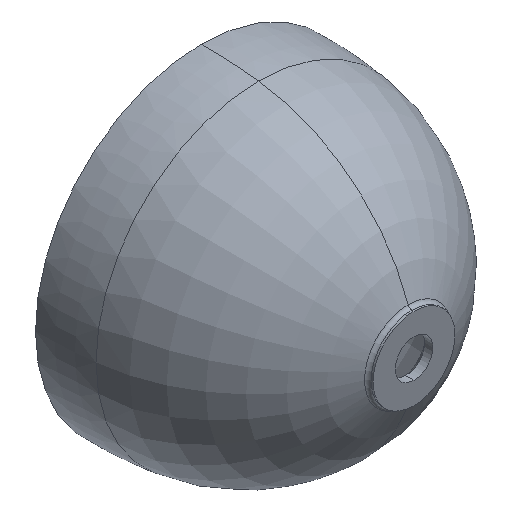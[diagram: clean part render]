
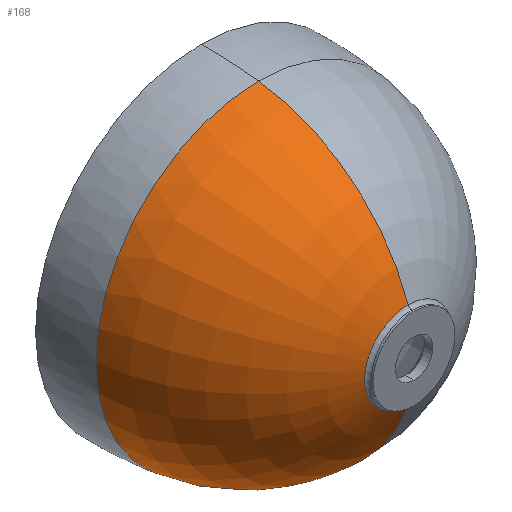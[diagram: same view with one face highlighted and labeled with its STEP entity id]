
A CAD part, isometric view. The second image highlights one B-rep face of the part: STEP entity #168.
In plain terms, the highlighted toroidal (fillet/blend) face has major radius 20.044 mm and minor radius 220 mm.
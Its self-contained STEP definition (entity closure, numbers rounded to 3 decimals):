
#5 = CIRCLE ( 'NONE', #167, 220. ) ;
#17 = ORIENTED_EDGE ( 'NONE', *, *, #184, .F. ) ;
#26 = AXIS2_PLACEMENT_3D ( 'NONE', #97, #298, #266 ) ;
#55 = EDGE_LOOP ( 'NONE', ( #377, #113, #185, #17 ) ) ;
#56 = EDGE_CURVE ( 'NONE', #204, #189, #5, .T. ) ;
#93 = AXIS2_PLACEMENT_3D ( 'NONE', #424, #463, #271 ) ;
#97 = CARTESIAN_POINT ( 'NONE',  ( 0., 214.552, 0. ) ) ;
#103 = TOROIDAL_SURFACE ( 'NONE', #26, -20.044, 220. ) ;
#113 = ORIENTED_EDGE ( 'NONE', *, *, #369, .T. ) ;
#133 = AXIS2_PLACEMENT_3D ( 'NONE', #233, #432, #279 ) ;
#144 = VERTEX_POINT ( 'NONE', #367 ) ;
#167 = AXIS2_PLACEMENT_3D ( 'NONE', #392, #506, #498 ) ;
#168 = ADVANCED_FACE ( 'NONE', ( #175 ), #103, .T. ) ;
#170 = CIRCLE ( 'NONE', #263, 220. ) ;
#175 = FACE_OUTER_BOUND ( 'NONE', #55, .T. ) ;
#184 = EDGE_CURVE ( 'NONE', #189, #144, #382, .T. ) ;
#185 = ORIENTED_EDGE ( 'NONE', *, *, #243, .T. ) ;
#189 = VERTEX_POINT ( 'NONE', #393 ) ;
#195 = VERTEX_POINT ( 'NONE', #410 ) ;
#204 = VERTEX_POINT ( 'NONE', #366 ) ;
#233 = CARTESIAN_POINT ( 'NONE',  ( 0., 7.149, 0. ) ) ;
#243 = EDGE_CURVE ( 'NONE', #195, #144, #170, .T. ) ;
#263 = AXIS2_PLACEMENT_3D ( 'NONE', #351, #317, #307 ) ;
#266 = DIRECTION ( 'NONE',  ( 0., 0., -1. ) ) ;
#271 = DIRECTION ( 'NONE',  ( 0., 0., -1. ) ) ;
#279 = DIRECTION ( 'NONE',  ( 0., 0., -1. ) ) ;
#298 = DIRECTION ( 'NONE',  ( 0., -1., 0. ) ) ;
#307 = DIRECTION ( 'NONE',  ( 0., 0., 1. ) ) ;
#317 = DIRECTION ( 'NONE',  ( -1., 0., 0. ) ) ;
#351 = CARTESIAN_POINT ( 'NONE',  ( 0., 214.552, 20.044 ) ) ;
#366 = CARTESIAN_POINT ( 'NONE',  ( 0., 190., 198.582 ) ) ;
#367 = CARTESIAN_POINT ( 'NONE',  ( 0., 7.149, -53.332 ) ) ;
#369 = EDGE_CURVE ( 'NONE', #204, #195, #511, .T. ) ;
#377 = ORIENTED_EDGE ( 'NONE', *, *, #56, .F. ) ;
#382 = CIRCLE ( 'NONE', #133, 53.332 ) ;
#392 = CARTESIAN_POINT ( 'NONE',  ( 0., 214.552, -20.044 ) ) ;
#393 = CARTESIAN_POINT ( 'NONE',  ( 0., 7.149, 53.332 ) ) ;
#410 = CARTESIAN_POINT ( 'NONE',  ( 0., 190., -198.582 ) ) ;
#424 = CARTESIAN_POINT ( 'NONE',  ( 0., 190., 0. ) ) ;
#432 = DIRECTION ( 'NONE',  ( 0., -1., 0. ) ) ;
#463 = DIRECTION ( 'NONE',  ( 0., -1., 0. ) ) ;
#498 = DIRECTION ( 'NONE',  ( 0., 0., -1. ) ) ;
#506 = DIRECTION ( 'NONE',  ( 1., 0., 0. ) ) ;
#511 = CIRCLE ( 'NONE', #93, 198.582 ) ;
